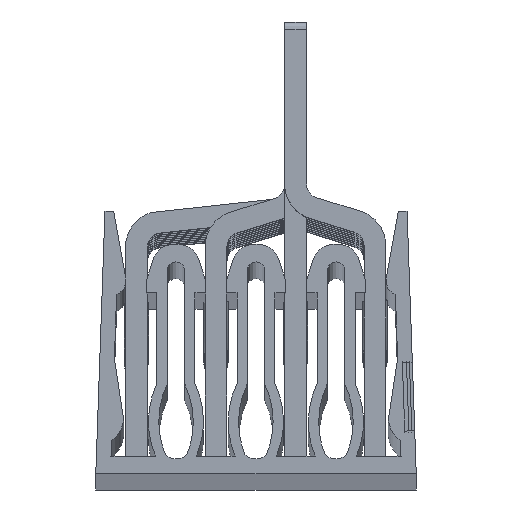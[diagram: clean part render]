
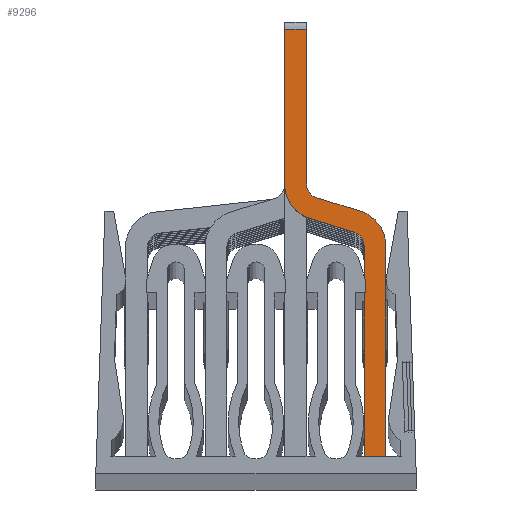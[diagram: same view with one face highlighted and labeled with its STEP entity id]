
A CAD part, top view. The second image highlights one B-rep face of the part: STEP entity #9296.
In plain terms, the highlighted planar face has unit normal (0, 0, 1).
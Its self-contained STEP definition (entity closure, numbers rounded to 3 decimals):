
#3057=DIRECTION('',(0.,1.,0.));
#3058=VECTOR('',#3057,10.609);
#3059=CARTESIAN_POINT('',(0.732,9.82,173.8));
#3060=LINE('',#3059,#3058);
#3064=DIRECTION('',(-1.,0.,0.));
#3065=VECTOR('',#3064,1.5);
#3066=CARTESIAN_POINT('',(0.732,20.428,173.8));
#3067=LINE('',#3066,#3065);
#3078=DIRECTION('',(0.,1.,0.));
#3079=VECTOR('',#3078,10.609);
#3080=CARTESIAN_POINT('',(-0.768,9.82,173.8));
#3081=LINE('',#3080,#3079);
#3085=CARTESIAN_POINT('',(1.732,9.82,173.8));
#3086=DIRECTION('',(0.,0.,1.));
#3087=DIRECTION('',(-1.,0.,0.));
#3088=AXIS2_PLACEMENT_3D('',#3085,#3086,#3087);
#3093=DIRECTION('',(0.956,-0.294,0.));
#3094=VECTOR('',#3093,3.128);
#3095=CARTESIAN_POINT('',(1.438,8.864,173.8));
#3096=LINE('',#3095,#3094);
#3100=CARTESIAN_POINT('',(3.693,5.555,173.8));
#3101=DIRECTION('',(0.,0.,-1.));
#3102=DIRECTION('',(0.294,0.956,0.));
#3103=AXIS2_PLACEMENT_3D('',#3100,#3101,#3102);
#3108=CARTESIAN_POINT('',(3.693,5.555,173.8));
#3109=DIRECTION('',(0.,0.,1.));
#3110=DIRECTION('',(1.,0.,0.));
#3111=AXIS2_PLACEMENT_3D('',#3108,#3109,#3110);
#3116=DIRECTION('',(-0.956,0.294,0.));
#3117=VECTOR('',#3116,3.128);
#3118=CARTESIAN_POINT('',(3.987,6.51,173.8));
#3119=LINE('',#3118,#3117);
#3123=CARTESIAN_POINT('',(1.732,9.82,173.8));
#3124=DIRECTION('',(0.,0.,-1.));
#3125=DIRECTION('',(-0.294,-0.956,0.));
#3126=AXIS2_PLACEMENT_3D('',#3123,#3124,#3125);
#3538=DIRECTION('',(0.,-1.,0.));
#3539=VECTOR('',#3538,14.435);
#3540=CARTESIAN_POINT('',(4.693,5.555,173.8));
#3541=LINE('',#3540,#3539);
#3559=DIRECTION('',(1.,0.,0.));
#3560=VECTOR('',#3559,1.5);
#3561=CARTESIAN_POINT('',(4.693,-8.881,173.8));
#3562=LINE('',#3561,#3560);
#3627=DIRECTION('',(0.,1.,0.));
#3628=VECTOR('',#3627,14.435);
#3629=CARTESIAN_POINT('',(6.193,-8.881,173.8));
#3630=LINE('',#3629,#3628);
#8264=CARTESIAN_POINT('',(0.732,20.428,173.8));
#8266=VERTEX_POINT('',#8264);
#8282=CARTESIAN_POINT('',(0.732,9.82,173.8));
#8283=VERTEX_POINT('',#8282);
#8284=CARTESIAN_POINT('',(-0.768,20.428,173.8));
#8285=VERTEX_POINT('',#8284);
#8288=CARTESIAN_POINT('',(-0.768,9.82,173.8));
#8289=VERTEX_POINT('',#8288);
#8290=CARTESIAN_POINT('',(1.438,8.864,173.8));
#8291=VERTEX_POINT('',#8290);
#8292=CARTESIAN_POINT('',(4.428,7.944,173.8));
#8293=VERTEX_POINT('',#8292);
#8294=CARTESIAN_POINT('',(6.193,5.555,173.8));
#8295=VERTEX_POINT('',#8294);
#8296=CARTESIAN_POINT('',(6.193,-8.881,173.8));
#8297=VERTEX_POINT('',#8296);
#8298=CARTESIAN_POINT('',(4.693,-8.881,173.8));
#8299=VERTEX_POINT('',#8298);
#8300=CARTESIAN_POINT('',(4.693,5.555,173.8));
#8301=VERTEX_POINT('',#8300);
#8302=CARTESIAN_POINT('',(3.987,6.51,173.8));
#8303=VERTEX_POINT('',#8302);
#8304=CARTESIAN_POINT('',(0.997,7.43,173.8));
#8305=VERTEX_POINT('',#8304);
#9267=CARTESIAN_POINT('',(9.232,0.,173.8));
#9268=DIRECTION('',(0.,0.,-1.));
#9269=DIRECTION('',(-1.,0.,0.));
#9270=AXIS2_PLACEMENT_3D('',#9267,#9268,#9269);
#9271=PLANE('',#9270);
#9273=ORIENTED_EDGE('',*,*,#9272,.T.);
#9274=ORIENTED_EDGE('',*,*,#9251,.F.);
#9275=ORIENTED_EDGE('',*,*,#9233,.F.);
#9277=ORIENTED_EDGE('',*,*,#9276,.T.);
#9279=ORIENTED_EDGE('',*,*,#9278,.T.);
#9281=ORIENTED_EDGE('',*,*,#9280,.T.);
#9283=ORIENTED_EDGE('',*,*,#9282,.F.);
#9285=ORIENTED_EDGE('',*,*,#9284,.F.);
#9287=ORIENTED_EDGE('',*,*,#9286,.F.);
#9289=ORIENTED_EDGE('',*,*,#9288,.T.);
#9291=ORIENTED_EDGE('',*,*,#9290,.T.);
#9293=ORIENTED_EDGE('',*,*,#9292,.T.);
#9294=EDGE_LOOP('',(#9273,#9274,#9275,#9277,#9279,#9281,#9283,#9285,#9287,#9289,
#9291,#9293));
#9295=FACE_OUTER_BOUND('',#9294,.F.);
#3089=CIRCLE('',#3088,1.);
#3104=CIRCLE('',#3103,2.5);
#3112=CIRCLE('',#3111,1.);
#3127=CIRCLE('',#3126,2.5);
#9233=EDGE_CURVE('',#8283,#8266,#3060,.T.);
#9251=EDGE_CURVE('',#8266,#8285,#3067,.T.);
#9272=EDGE_CURVE('',#8289,#8285,#3081,.T.);
#9276=EDGE_CURVE('',#8283,#8291,#3089,.T.);
#9278=EDGE_CURVE('',#8291,#8293,#3096,.T.);
#9280=EDGE_CURVE('',#8293,#8295,#3104,.T.);
#9282=EDGE_CURVE('',#8297,#8295,#3630,.T.);
#9284=EDGE_CURVE('',#8299,#8297,#3562,.T.);
#9286=EDGE_CURVE('',#8301,#8299,#3541,.T.);
#9288=EDGE_CURVE('',#8301,#8303,#3112,.T.);
#9290=EDGE_CURVE('',#8303,#8305,#3119,.T.);
#9292=EDGE_CURVE('',#8305,#8289,#3127,.T.);
#9296=ADVANCED_FACE('',(#9295),#9271,.F.);
